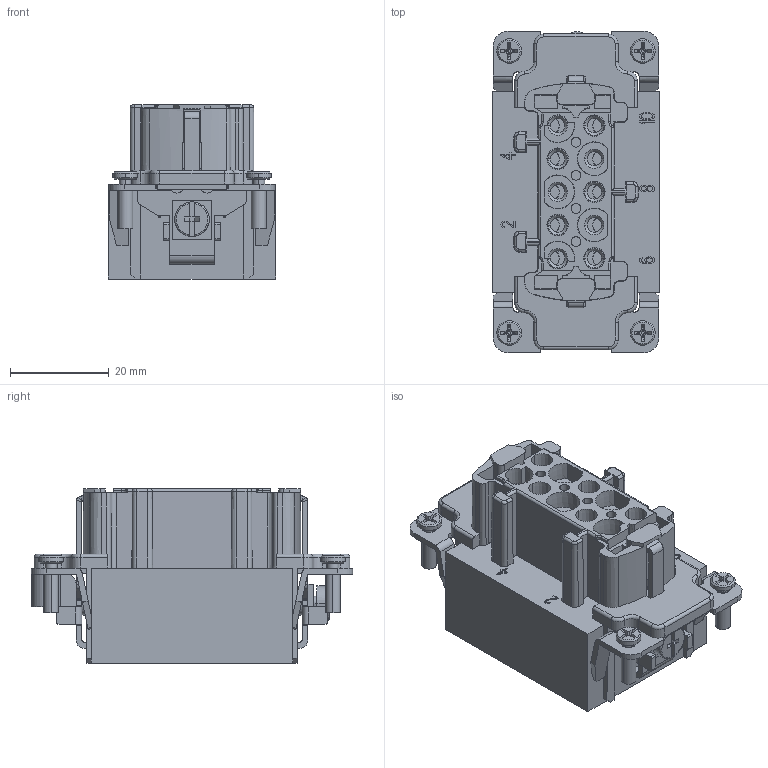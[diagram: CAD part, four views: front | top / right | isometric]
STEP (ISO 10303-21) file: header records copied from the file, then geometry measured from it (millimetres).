
FILE_DESCRIPTION((''),'2;1');
FILE_NAME('HE-010-FC','2017-08-03T',('tl.yang'),(''),'PRO/ENGINEER BY PARAMETRIC TECHNOLOGY CORPORATION, 2011500','PRO/ENGINEER BY PARAMETRIC TECHNOLOGY CORPORATION, 2011500','');
FILE_SCHEMA(('CONFIG_CONTROL_DESIGN'));
Length unit declared in the file: millimetre
Products named in the file (1): HE-010-FC
Bounding box: 33.9 x 65 x 35.2 mm (x, y, z)
Volume: 37213.8 mm3; surface area: 18508.3 mm2
Topology: 1 solids, 1 shells, 1436 faces, 3928 edges, 2566 vertices
Faces by surface type: plane 995, cylinder 254, cone 107, bspline 62, torus 18
Entity records: 47366 total; most frequent: CARTESIAN_POINT 10893, ORIENTED_EDGE 7856, DIRECTION 7155, EDGE_CURVE 3928, VECTOR 2941, LINE 2941, VERTEX_POINT 2566, AXIS2_PLACEMENT_3D 2107
